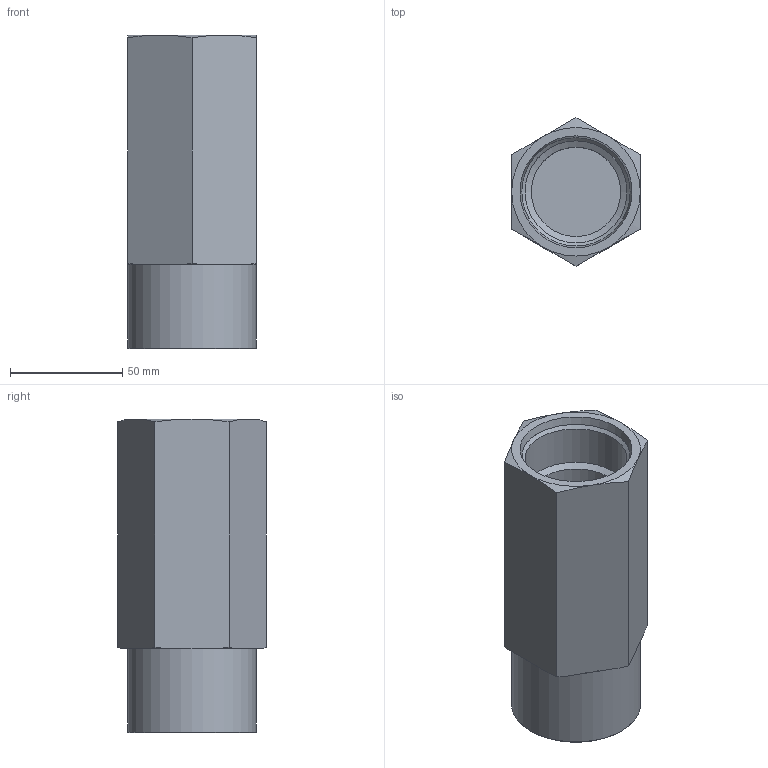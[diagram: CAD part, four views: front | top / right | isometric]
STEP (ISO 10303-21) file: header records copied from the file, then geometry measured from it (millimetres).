
FILE_DESCRIPTION((''),'2;1');
FILE_NAME('1424L.stp','2015-01-26T11:58:29',('jml'),(''),'Autodesk Inventor 2010','Autodesk Inventor 2010','');
FILE_SCHEMA(('AUTOMOTIVE_DESIGN { 1 0 10303 214 1 1 1 1 }'));
Length unit declared in the file: inch
Products named in the file (1): 320086
Bounding box: 57.15 x 65.99 x 139.57 mm (x, y, z)
Volume: 258522.5 mm3; surface area: 43075.1 mm2
Topology: 1 solids, 1 shells, 139 faces, 346 edges, 225 vertices
Faces by surface type: plane 99, cone 17, cylinder 16, bspline 6, torus 1
Full cylindrical faces by diameter (mm): 2.436 x1, 57.15 x1
Entity records: 4156 total; most frequent: CARTESIAN_POINT 826, ORIENTED_EDGE 658, DIRECTION 636, EDGE_CURVE 329, VECTOR 242, LINE 242, VERTEX_POINT 221, AXIS2_PLACEMENT_3D 197
